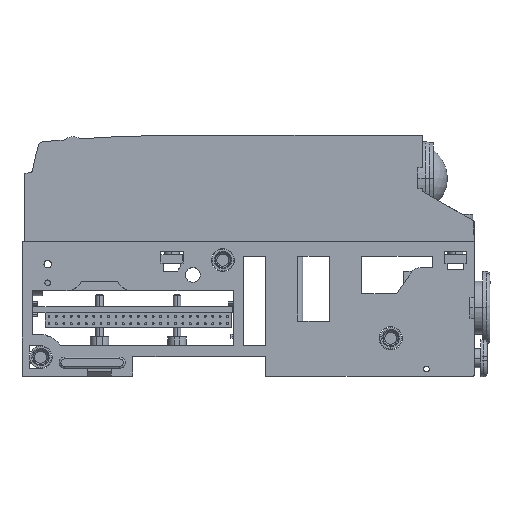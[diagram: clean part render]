
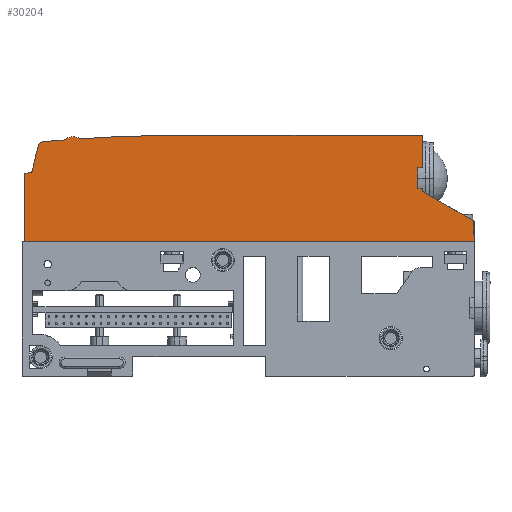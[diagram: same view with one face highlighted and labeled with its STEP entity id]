
A CAD part, top view. The second image highlights one B-rep face of the part: STEP entity #30204.
In plain terms, the highlighted planar face has unit normal (0, 0, 1).
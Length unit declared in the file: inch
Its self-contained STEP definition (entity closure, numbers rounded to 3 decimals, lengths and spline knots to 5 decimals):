
#10 = VERTEX_POINT ( 'NONE', #9330 ) ;
#487 = LINE ( 'NONE', #42705, #22846 ) ;
#696 = DIRECTION ( 'NONE',  ( 0., -1., 0. ) ) ;
#948 = VECTOR ( 'NONE', #31563, 39.37008 ) ;
#1102 = VERTEX_POINT ( 'NONE', #25464 ) ;
#1253 = EDGE_CURVE ( 'NONE', #8158, #21937, #17334, .T. ) ;
#1499 = LINE ( 'NONE', #29497, #34051 ) ;
#1617 = CARTESIAN_POINT ( 'NONE',  ( 0.0315, 2.14567, 0.3937 ) ) ;
#2006 = CARTESIAN_POINT ( 'NONE',  ( 0.09597, 2.15704, 0.3937 ) ) ;
#2456 = VECTOR ( 'NONE', #43869, 39.37008 ) ;
#3245 = CARTESIAN_POINT ( 'NONE',  ( 4.23622, 1.95602, 0.3937 ) ) ;
#3521 = DIRECTION ( 'NONE',  ( 0., 0., 1. ) ) ;
#4116 = EDGE_CURVE ( 'NONE', #20895, #38423, #487, .T. ) ;
#4459 = EDGE_CURVE ( 'NONE', #21937, #13120, #42650, .T. ) ;
#5470 = CARTESIAN_POINT ( 'NONE',  ( 4.23622, 2.54724, 0.3937 ) ) ;
#6058 = DIRECTION ( 'NONE',  ( 0., -1., 0. ) ) ;
#6205 = VERTEX_POINT ( 'NONE', #31094 ) ;
#6547 = ORIENTED_EDGE ( 'NONE', *, *, #34982, .T. ) ;
#6825 = EDGE_CURVE ( 'NONE', #12194, #21205, #21694, .T. ) ;
#6869 = CARTESIAN_POINT ( 'NONE',  ( 4.23622, 1.98425, 0.3937 ) ) ;
#7051 = CARTESIAN_POINT ( 'NONE',  ( 0.4572, 2.50053, 0.3937 ) ) ;
#7143 = CARTESIAN_POINT ( 'NONE',  ( 4.77591, 1.64443, 0.3937 ) ) ;
#7146 = EDGE_CURVE ( 'NONE', #45642, #13120, #13483, .T. ) ;
#7484 = EDGE_LOOP ( 'NONE', ( #22336, #30762, #25436, #28950, #36657, #34209, #6547, #34887, #7591, #29853, #16234, #25451, #28991, #13208, #38256, #30945, #14369 ) ) ;
#7591 = ORIENTED_EDGE ( 'NONE', *, *, #38612, .F. ) ;
#7894 = LINE ( 'NONE', #11868, #32605 ) ;
#8133 = DIRECTION ( 'NONE',  ( 1., 0., 0. ) ) ;
#8158 = VERTEX_POINT ( 'NONE', #1617 ) ;
#8867 = DIRECTION ( 'NONE',  ( 0., 0., 1. ) ) ;
#9330 = CARTESIAN_POINT ( 'NONE',  ( 1.66929, 2.54724, 0.3937 ) ) ;
#9630 = CARTESIAN_POINT ( 'NONE',  ( 0.11198, 2.17327, 0.3937 ) ) ;
#9755 = CARTESIAN_POINT ( 'NONE',  ( 4.77591, 1.64443, 0.3937 ) ) ;
#10448 = DIRECTION ( 'NONE',  ( 1., 0., 0. ) ) ;
#11455 = CIRCLE ( 'NONE', #15911, 0.05906 ) ;
#11721 = EDGE_CURVE ( 'NONE', #15785, #20685, #19128, .T. ) ;
#11868 = CARTESIAN_POINT ( 'NONE',  ( 4.18898, 1.98425, 0.3937 ) ) ;
#12194 = VERTEX_POINT ( 'NONE', #6869 ) ;
#12493 = EDGE_CURVE ( 'NONE', #38423, #12194, #7894, .T. ) ;
#12702 = DIRECTION ( 'NONE',  ( 1., 0., 0. ) ) ;
#13120 = VERTEX_POINT ( 'NONE', #40871 ) ;
#13208 = ORIENTED_EDGE ( 'NONE', *, *, #25409, .F. ) ;
#13483 = LINE ( 'NONE', #9755, #41160 ) ;
#13701 = DIRECTION ( 'NONE',  ( 0., 0., 1. ) ) ;
#14033 = CARTESIAN_POINT ( 'NONE',  ( 1.66929, -13.20079, 0.3937 ) ) ;
#14369 = ORIENTED_EDGE ( 'NONE', *, *, #4116, .F. ) ;
#14484 = PLANE ( 'NONE',  #26731 ) ;
#14728 = DIRECTION ( 'NONE',  ( 0., 0., 1. ) ) ;
#15105 = VECTOR ( 'NONE', #6058, 39.37008 ) ;
#15378 = CARTESIAN_POINT ( 'NONE',  ( 4.23622, 2.99213, 0.3937 ) ) ;
#15384 = AXIS2_PLACEMENT_3D ( 'NONE', #26362, #8867, #44546 ) ;
#15785 = VERTEX_POINT ( 'NONE', #33894 ) ;
#15911 = AXIS2_PLACEMENT_3D ( 'NONE', #28189, #42393, #10448 ) ;
#16234 = ORIENTED_EDGE ( 'NONE', *, *, #1253, .T. ) ;
#16762 = CIRCLE ( 'NONE', #24961, 0.11417 ) ;
#16967 = DIRECTION ( 'NONE',  ( 0., 0., 1. ) ) ;
#16972 = CARTESIAN_POINT ( 'NONE',  ( 1.66929, -13.20079, 0.3937 ) ) ;
#17038 = VECTOR ( 'NONE', #32574, 39.37008 ) ;
#17334 = LINE ( 'NONE', #20848, #948 ) ;
#18186 = EDGE_CURVE ( 'NONE', #20895, #1102, #1499, .T. ) ;
#18443 = CARTESIAN_POINT ( 'NONE',  ( 4.18898, 1.98425, 0.3937 ) ) ;
#19128 = CIRCLE ( 'NONE', #45957, 1.9685 ) ;
#19755 = VERTEX_POINT ( 'NONE', #28772 ) ;
#20685 = VERTEX_POINT ( 'NONE', #9630 ) ;
#20848 = CARTESIAN_POINT ( 'NONE',  ( 0.0315, 2.14567, 0.3937 ) ) ;
#20895 = VERTEX_POINT ( 'NONE', #26846 ) ;
#20936 = DIRECTION ( 'NONE',  ( 1., 0., 0. ) ) ;
#21205 = VERTEX_POINT ( 'NONE', #3245 ) ;
#21694 = LINE ( 'NONE', #15378, #27135 ) ;
#21937 = VERTEX_POINT ( 'NONE', #39050 ) ;
#22310 = LINE ( 'NONE', #28627, #17038 ) ;
#22336 = ORIENTED_EDGE ( 'NONE', *, *, #18186, .T. ) ;
#22342 = DIRECTION ( 'NONE',  ( 1., 0., 0. ) ) ;
#22846 = VECTOR ( 'NONE', #35482, 39.37008 ) ;
#23520 = VECTOR ( 'NONE', #41781, 39.37008 ) ;
#24202 = DIRECTION ( 'NONE',  ( 1., 0., 0. ) ) ;
#24961 = AXIS2_PLACEMENT_3D ( 'NONE', #36327, #3521, #22342 ) ;
#25409 = EDGE_CURVE ( 'NONE', #21205, #45642, #25455, .T. ) ;
#25436 = ORIENTED_EDGE ( 'NONE', *, *, #27390, .T. ) ;
#25451 = ORIENTED_EDGE ( 'NONE', *, *, #4459, .T. ) ;
#25455 = LINE ( 'NONE', #33128, #2456 ) ;
#25464 = CARTESIAN_POINT ( 'NONE',  ( 4.23622, 2.20472, 0.3937 ) ) ;
#25466 = EDGE_CURVE ( 'NONE', #32884, #6205, #30755, .T. ) ;
#25675 = DIRECTION ( 'NONE',  ( 1., 0., 0. ) ) ;
#25753 = EDGE_CURVE ( 'NONE', #29461, #1102, #31013, .T. ) ;
#26362 = CARTESIAN_POINT ( 'NONE',  ( 0.09255, 2.17642, 0.3937 ) ) ;
#26731 = AXIS2_PLACEMENT_3D ( 'NONE', #14033, #43174, #25675 ) ;
#26846 = CARTESIAN_POINT ( 'NONE',  ( 4.18898, 2.20472, 0.3937 ) ) ;
#27135 = VECTOR ( 'NONE', #696, 39.37008 ) ;
#27390 = EDGE_CURVE ( 'NONE', #29461, #10, #22310, .T. ) ;
#28189 = CARTESIAN_POINT ( 'NONE',  ( 0.23081, 2.4221, 0.3937 ) ) ;
#28492 = FACE_OUTER_BOUND ( 'NONE', #7484, .T. ) ;
#28627 = CARTESIAN_POINT ( 'NONE',  ( 4.7874, 2.54724, 0.3937 ) ) ;
#28729 = CARTESIAN_POINT ( 'NONE',  ( 1.66929, -13.20079, 0.3937 ) ) ;
#28772 = CARTESIAN_POINT ( 'NONE',  ( 0.60928, 2.51153, 0.3937 ) ) ;
#28950 = ORIENTED_EDGE ( 'NONE', *, *, #33674, .T. ) ;
#28991 = ORIENTED_EDGE ( 'NONE', *, *, #7146, .F. ) ;
#29329 = CIRCLE ( 'NONE', #45708, 15.74803 ) ;
#29461 = VERTEX_POINT ( 'NONE', #5470 ) ;
#29497 = CARTESIAN_POINT ( 'NONE',  ( 4.18898, 2.20472, 0.3937 ) ) ;
#29853 = ORIENTED_EDGE ( 'NONE', *, *, #40820, .T. ) ;
#30014 = AXIS2_PLACEMENT_3D ( 'NONE', #28729, #14728, #32682 ) ;
#30204 = ADVANCED_FACE ( 'NONE', ( #28492 ), #14484, .T. ) ;
#30307 = VECTOR ( 'NONE', #35186, 39.37008 ) ;
#30755 = CIRCLE ( 'NONE', #30014, 15.74803 ) ;
#30762 = ORIENTED_EDGE ( 'NONE', *, *, #25753, .F. ) ;
#30945 = ORIENTED_EDGE ( 'NONE', *, *, #12493, .F. ) ;
#31013 = LINE ( 'NONE', #38016, #15105 ) ;
#31094 = CARTESIAN_POINT ( 'NONE',  ( 0.2254, 2.48091, 0.3937 ) ) ;
#31563 = DIRECTION ( 'NONE',  ( 0., -1., 0. ) ) ;
#32386 = CARTESIAN_POINT ( 'NONE',  ( 0.0315, 1.4252, 0.3937 ) ) ;
#32574 = DIRECTION ( 'NONE',  ( -1., 0., 0. ) ) ;
#32605 = VECTOR ( 'NONE', #8133, 39.37008 ) ;
#32682 = DIRECTION ( 'NONE',  ( 1., 0., 0. ) ) ;
#32884 = VERTEX_POINT ( 'NONE', #7051 ) ;
#33128 = CARTESIAN_POINT ( 'NONE',  ( 4.23622, 1.95602, 0.3937 ) ) ;
#33674 = EDGE_CURVE ( 'NONE', #10, #19755, #29329, .T. ) ;
#33894 = CARTESIAN_POINT ( 'NONE',  ( 0.17439, 2.43954, 0.3937 ) ) ;
#33906 = VERTEX_POINT ( 'NONE', #2006 ) ;
#34051 = VECTOR ( 'NONE', #12702, 39.37008 ) ;
#34209 = ORIENTED_EDGE ( 'NONE', *, *, #25466, .T. ) ;
#34786 = LINE ( 'NONE', #35478, #23520 ) ;
#34887 = ORIENTED_EDGE ( 'NONE', *, *, #11721, .T. ) ;
#34982 = EDGE_CURVE ( 'NONE', #6205, #15785, #11455, .T. ) ;
#35140 = CARTESIAN_POINT ( 'NONE',  ( 2.05512, 1.85827, 0.3937 ) ) ;
#35186 = DIRECTION ( 'NONE',  ( 1., 0., 0. ) ) ;
#35478 = CARTESIAN_POINT ( 'NONE',  ( 0.09597, 2.15704, 0.3937 ) ) ;
#35482 = DIRECTION ( 'NONE',  ( 0., -1., 0. ) ) ;
#36327 = CARTESIAN_POINT ( 'NONE',  ( 0.53937, 2.42126, 0.3937 ) ) ;
#36657 = ORIENTED_EDGE ( 'NONE', *, *, #39762, .T. ) ;
#38016 = CARTESIAN_POINT ( 'NONE',  ( 4.23622, 2.99213, 0.3937 ) ) ;
#38256 = ORIENTED_EDGE ( 'NONE', *, *, #6825, .F. ) ;
#38423 = VERTEX_POINT ( 'NONE', #18443 ) ;
#38612 = EDGE_CURVE ( 'NONE', #33906, #20685, #43686, .T. ) ;
#39050 = CARTESIAN_POINT ( 'NONE',  ( 0.0315, 1.4252, 0.3937 ) ) ;
#39762 = EDGE_CURVE ( 'NONE', #19755, #32884, #16762, .T. ) ;
#40820 = EDGE_CURVE ( 'NONE', #33906, #8158, #34786, .T. ) ;
#40871 = CARTESIAN_POINT ( 'NONE',  ( 4.7874, 1.4252, 0.3937 ) ) ;
#41160 = VECTOR ( 'NONE', #45894, 39.37008 ) ;
#41781 = DIRECTION ( 'NONE',  ( -0.985, -0.174, 0. ) ) ;
#42393 = DIRECTION ( 'NONE',  ( 0., 0., 1. ) ) ;
#42650 = LINE ( 'NONE', #32386, #30307 ) ;
#42705 = CARTESIAN_POINT ( 'NONE',  ( 4.18898, 2.20472, 0.3937 ) ) ;
#43174 = DIRECTION ( 'NONE',  ( 0., 0., 1. ) ) ;
#43686 = CIRCLE ( 'NONE', #15384, 0.01969 ) ;
#43869 = DIRECTION ( 'NONE',  ( 0.866, -0.5, 0. ) ) ;
#44546 = DIRECTION ( 'NONE',  ( 1., 0., 0. ) ) ;
#45642 = VERTEX_POINT ( 'NONE', #7143 ) ;
#45708 = AXIS2_PLACEMENT_3D ( 'NONE', #16972, #13701, #24202 ) ;
#45894 = DIRECTION ( 'NONE',  ( 0.052, -0.999, 0. ) ) ;
#45957 = AXIS2_PLACEMENT_3D ( 'NONE', #35140, #16967, #20936 ) ;
